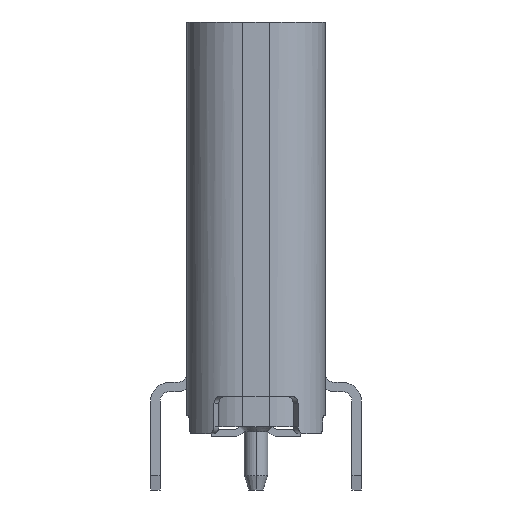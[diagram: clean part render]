
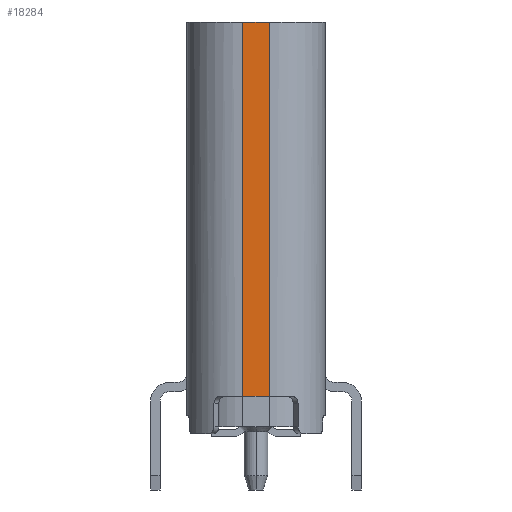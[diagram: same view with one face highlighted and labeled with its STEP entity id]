
A CAD part, left-side view. The second image highlights one B-rep face of the part: STEP entity #18284.
In plain terms, the highlighted planar face has unit normal (-1, 0, 0).
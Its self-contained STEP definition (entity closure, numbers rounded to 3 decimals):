
#672 = VERTEX_POINT ( 'NONE', #1586 ) ;
#760 = EDGE_CURVE ( 'NONE', #18457, #26742, #20538, .T. ) ;
#1586 = CARTESIAN_POINT ( 'NONE',  ( -4.37, -0.28, -6.7 ) ) ;
#2142 = DIRECTION ( 'NONE',  ( 0., -1., 0. ) ) ;
#2380 = EDGE_CURVE ( 'NONE', #26742, #30763, #8604, .T. ) ;
#3318 = DIRECTION ( 'NONE',  ( 0., 1., 0. ) ) ;
#6850 = DIRECTION ( 'NONE',  ( 0., 0., 1. ) ) ;
#8242 = CARTESIAN_POINT ( 'NONE',  ( -4.37, 0.28, -6.7 ) ) ;
#8604 = LINE ( 'NONE', #21697, #18852 ) ;
#10043 = ORIENTED_EDGE ( 'NONE', *, *, #33587, .T. ) ;
#10075 = CARTESIAN_POINT ( 'NONE',  ( -4.37, -0.28, -6. ) ) ;
#10252 = VECTOR ( 'NONE', #32775, 1000. ) ;
#10369 = CARTESIAN_POINT ( 'NONE',  ( -4.37, 0.28, -6. ) ) ;
#14453 = CARTESIAN_POINT ( 'NONE',  ( -4.37, 1.001, -6.7 ) ) ;
#16222 = DIRECTION ( 'NONE',  ( 0., -1., 0. ) ) ;
#16534 = LINE ( 'NONE', #10075, #18347 ) ;
#18117 = ORIENTED_EDGE ( 'NONE', *, *, #760, .F. ) ;
#18284 = ADVANCED_FACE ( 'NONE', ( #35170 ), #33051, .T. ) ;
#18320 = CARTESIAN_POINT ( 'NONE',  ( -4.37, 0.28, 1.3 ) ) ;
#18347 = VECTOR ( 'NONE', #6850, 1000. ) ;
#18457 = VERTEX_POINT ( 'NONE', #8242 ) ;
#18852 = VECTOR ( 'NONE', #2142, 1000. ) ;
#19342 = LINE ( 'NONE', #14453, #32285 ) ;
#20538 = LINE ( 'NONE', #31485, #10252 ) ;
#21691 = DIRECTION ( 'NONE',  ( -1., 0., 0. ) ) ;
#21697 = CARTESIAN_POINT ( 'NONE',  ( -4.37, 0.28, 1.3 ) ) ;
#22561 = AXIS2_PLACEMENT_3D ( 'NONE', #10369, #21691, #16222 ) ;
#23446 = CARTESIAN_POINT ( 'NONE',  ( -4.37, -0.28, 1.3 ) ) ;
#26742 = VERTEX_POINT ( 'NONE', #18320 ) ;
#27212 = EDGE_CURVE ( 'NONE', #672, #18457, #19342, .T. ) ;
#30763 = VERTEX_POINT ( 'NONE', #23446 ) ;
#31060 = ORIENTED_EDGE ( 'NONE', *, *, #27212, .F. ) ;
#31485 = CARTESIAN_POINT ( 'NONE',  ( -4.37, 0.28, -6. ) ) ;
#32234 = ORIENTED_EDGE ( 'NONE', *, *, #2380, .F. ) ;
#32285 = VECTOR ( 'NONE', #3318, 1000. ) ;
#32775 = DIRECTION ( 'NONE',  ( 0., 0., 1. ) ) ;
#33051 = PLANE ( 'NONE',  #22561 ) ;
#33587 = EDGE_CURVE ( 'NONE', #672, #30763, #16534, .T. ) ;
#35134 = EDGE_LOOP ( 'NONE', ( #31060, #10043, #32234, #18117 ) ) ;
#35170 = FACE_OUTER_BOUND ( 'NONE', #35134, .T. ) ;
